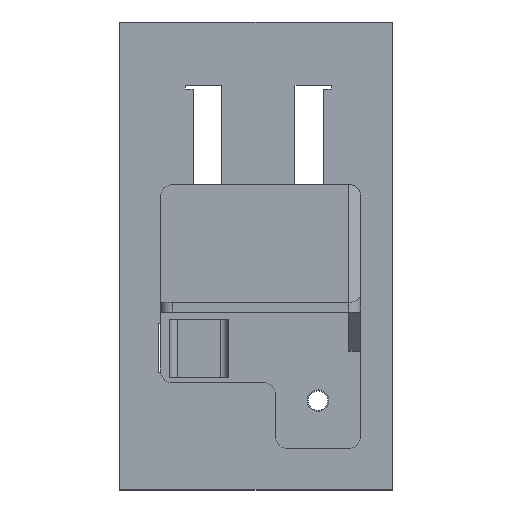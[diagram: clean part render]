
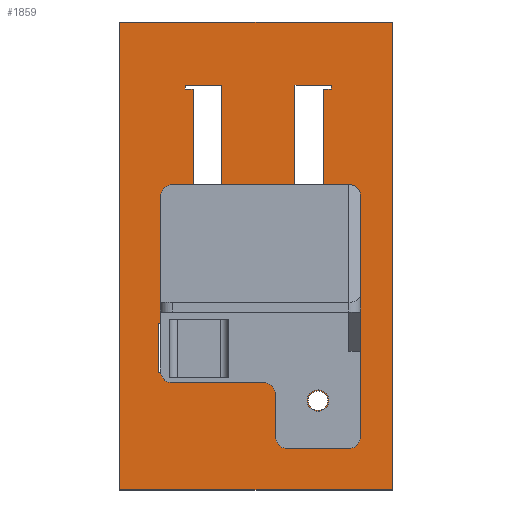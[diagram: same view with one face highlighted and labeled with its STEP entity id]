
A CAD part, top view. The second image highlights one B-rep face of the part: STEP entity #1859.
In plain terms, the highlighted planar face has unit normal (0, 0, 1).
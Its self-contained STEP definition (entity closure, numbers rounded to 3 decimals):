
#29=FACE_BOUND('',#245,.T.);
#30=FACE_BOUND('',#246,.T.);
#31=FACE_BOUND('',#247,.T.);
#32=FACE_BOUND('',#248,.T.);
#51=CIRCLE('',#1971,2.5);
#148=FACE_OUTER_BOUND('',#244,.T.);
#244=EDGE_LOOP('',(#1343,#1344,#1345,#1346));
#245=EDGE_LOOP('',(#1347,#1348,#1349,#1350,#1351,#1352,#1353,#1354));
#246=EDGE_LOOP('',(#1355));
#247=EDGE_LOOP('',(#1356,#1357,#1358,#1359,#1360,#1361,#1362,#1363,#1364,
#1365));
#248=EDGE_LOOP('',(#1366,#1367,#1368,#1369,#1370,#1371,#1372,#1373));
#330=LINE('',#2617,#552);
#334=LINE('',#2625,#556);
#337=LINE('',#2631,#559);
#340=LINE('',#2637,#562);
#343=LINE('',#2643,#565);
#346=LINE('',#2649,#568);
#349=LINE('',#2655,#571);
#352=LINE('',#2660,#574);
#354=LINE('',#2665,#576);
#358=LINE('',#2673,#580);
#361=LINE('',#2679,#583);
#364=LINE('',#2685,#586);
#367=LINE('',#2691,#589);
#370=LINE('',#2697,#592);
#373=LINE('',#2703,#595);
#376=LINE('',#2709,#598);
#379=LINE('',#2715,#601);
#382=LINE('',#2720,#604);
#385=LINE('',#2731,#607);
#389=LINE('',#2739,#611);
#392=LINE('',#2745,#614);
#395=LINE('',#2751,#617);
#398=LINE('',#2757,#620);
#401=LINE('',#2763,#623);
#404=LINE('',#2769,#626);
#407=LINE('',#2774,#629);
#409=LINE('',#2779,#631);
#413=LINE('',#2787,#635);
#416=LINE('',#2793,#638);
#419=LINE('',#2798,#641);
#552=VECTOR('',#2102,10.);
#556=VECTOR('',#2108,10.);
#559=VECTOR('',#2113,10.);
#562=VECTOR('',#2118,10.);
#565=VECTOR('',#2123,10.);
#568=VECTOR('',#2128,10.);
#571=VECTOR('',#2133,10.);
#574=VECTOR('',#2138,10.);
#576=VECTOR('',#2142,10.);
#580=VECTOR('',#2148,10.);
#583=VECTOR('',#2153,10.);
#586=VECTOR('',#2158,10.);
#589=VECTOR('',#2163,10.);
#592=VECTOR('',#2168,10.);
#595=VECTOR('',#2173,10.);
#598=VECTOR('',#2178,10.);
#601=VECTOR('',#2183,10.);
#604=VECTOR('',#2188,10.);
#607=VECTOR('',#2199,10.);
#611=VECTOR('',#2205,10.);
#614=VECTOR('',#2210,10.);
#617=VECTOR('',#2215,10.);
#620=VECTOR('',#2220,10.);
#623=VECTOR('',#2225,10.);
#626=VECTOR('',#2230,10.);
#629=VECTOR('',#2235,10.);
#631=VECTOR('',#2239,10.);
#635=VECTOR('',#2245,10.);
#638=VECTOR('',#2250,10.);
#641=VECTOR('',#2255,10.);
#774=VERTEX_POINT('',#2615);
#775=VERTEX_POINT('',#2616);
#778=VERTEX_POINT('',#2624);
#780=VERTEX_POINT('',#2630);
#782=VERTEX_POINT('',#2636);
#784=VERTEX_POINT('',#2642);
#786=VERTEX_POINT('',#2648);
#788=VERTEX_POINT('',#2654);
#790=VERTEX_POINT('',#2663);
#791=VERTEX_POINT('',#2664);
#794=VERTEX_POINT('',#2672);
#796=VERTEX_POINT('',#2678);
#798=VERTEX_POINT('',#2684);
#800=VERTEX_POINT('',#2690);
#802=VERTEX_POINT('',#2696);
#804=VERTEX_POINT('',#2702);
#806=VERTEX_POINT('',#2708);
#808=VERTEX_POINT('',#2714);
#811=VERTEX_POINT('',#2725);
#812=VERTEX_POINT('',#2729);
#813=VERTEX_POINT('',#2730);
#816=VERTEX_POINT('',#2738);
#818=VERTEX_POINT('',#2744);
#820=VERTEX_POINT('',#2750);
#822=VERTEX_POINT('',#2756);
#824=VERTEX_POINT('',#2762);
#826=VERTEX_POINT('',#2768);
#828=VERTEX_POINT('',#2777);
#829=VERTEX_POINT('',#2778);
#832=VERTEX_POINT('',#2786);
#834=VERTEX_POINT('',#2792);
#951=EDGE_CURVE('',#774,#775,#330,.T.);
#955=EDGE_CURVE('',#775,#778,#334,.T.);
#958=EDGE_CURVE('',#778,#780,#337,.T.);
#961=EDGE_CURVE('',#780,#782,#340,.T.);
#964=EDGE_CURVE('',#782,#784,#343,.T.);
#967=EDGE_CURVE('',#784,#786,#346,.T.);
#970=EDGE_CURVE('',#786,#788,#349,.T.);
#973=EDGE_CURVE('',#788,#774,#352,.T.);
#975=EDGE_CURVE('',#790,#791,#354,.T.);
#979=EDGE_CURVE('',#791,#794,#358,.T.);
#982=EDGE_CURVE('',#794,#796,#361,.T.);
#985=EDGE_CURVE('',#796,#798,#364,.T.);
#988=EDGE_CURVE('',#798,#800,#367,.T.);
#991=EDGE_CURVE('',#800,#802,#370,.T.);
#994=EDGE_CURVE('',#802,#804,#373,.T.);
#997=EDGE_CURVE('',#804,#806,#376,.T.);
#1000=EDGE_CURVE('',#806,#808,#379,.T.);
#1003=EDGE_CURVE('',#808,#790,#382,.T.);
#1007=EDGE_CURVE('',#811,#811,#51,.T.);
#1008=EDGE_CURVE('',#812,#813,#385,.T.);
#1012=EDGE_CURVE('',#813,#816,#389,.T.);
#1015=EDGE_CURVE('',#816,#818,#392,.T.);
#1018=EDGE_CURVE('',#818,#820,#395,.T.);
#1021=EDGE_CURVE('',#820,#822,#398,.T.);
#1024=EDGE_CURVE('',#822,#824,#401,.T.);
#1027=EDGE_CURVE('',#824,#826,#404,.T.);
#1030=EDGE_CURVE('',#826,#812,#407,.T.);
#1032=EDGE_CURVE('',#828,#829,#409,.T.);
#1036=EDGE_CURVE('',#829,#832,#413,.T.);
#1039=EDGE_CURVE('',#832,#834,#416,.T.);
#1042=EDGE_CURVE('',#834,#828,#419,.T.);
#1343=ORIENTED_EDGE('',*,*,#1042,.T.);
#1344=ORIENTED_EDGE('',*,*,#1032,.T.);
#1345=ORIENTED_EDGE('',*,*,#1036,.T.);
#1346=ORIENTED_EDGE('',*,*,#1039,.T.);
#1347=ORIENTED_EDGE('',*,*,#1030,.T.);
#1348=ORIENTED_EDGE('',*,*,#1008,.T.);
#1349=ORIENTED_EDGE('',*,*,#1012,.T.);
#1350=ORIENTED_EDGE('',*,*,#1015,.T.);
#1351=ORIENTED_EDGE('',*,*,#1018,.T.);
#1352=ORIENTED_EDGE('',*,*,#1021,.T.);
#1353=ORIENTED_EDGE('',*,*,#1024,.T.);
#1354=ORIENTED_EDGE('',*,*,#1027,.T.);
#1355=ORIENTED_EDGE('',*,*,#1007,.T.);
#1356=ORIENTED_EDGE('',*,*,#1003,.T.);
#1357=ORIENTED_EDGE('',*,*,#975,.T.);
#1358=ORIENTED_EDGE('',*,*,#979,.T.);
#1359=ORIENTED_EDGE('',*,*,#982,.T.);
#1360=ORIENTED_EDGE('',*,*,#985,.T.);
#1361=ORIENTED_EDGE('',*,*,#988,.T.);
#1362=ORIENTED_EDGE('',*,*,#991,.T.);
#1363=ORIENTED_EDGE('',*,*,#994,.T.);
#1364=ORIENTED_EDGE('',*,*,#997,.T.);
#1365=ORIENTED_EDGE('',*,*,#1000,.T.);
#1366=ORIENTED_EDGE('',*,*,#973,.T.);
#1367=ORIENTED_EDGE('',*,*,#951,.T.);
#1368=ORIENTED_EDGE('',*,*,#955,.T.);
#1369=ORIENTED_EDGE('',*,*,#958,.T.);
#1370=ORIENTED_EDGE('',*,*,#961,.T.);
#1371=ORIENTED_EDGE('',*,*,#964,.T.);
#1372=ORIENTED_EDGE('',*,*,#967,.T.);
#1373=ORIENTED_EDGE('',*,*,#970,.T.);
#1785=PLANE('',#1984);
#1859=ADVANCED_FACE('',(#148,#29,#30,#31,#32),#1785,.T.);
#1971=AXIS2_PLACEMENT_3D('',#2727,#2195,#2196);
#1984=AXIS2_PLACEMENT_3D('',#2800,#2257,#2258);
#2102=DIRECTION('',(0.,1.,0.));
#2108=DIRECTION('',(1.,0.,0.));
#2113=DIRECTION('',(0.,-1.,0.));
#2118=DIRECTION('',(-1.,0.,0.));
#2123=DIRECTION('',(0.,-1.,0.));
#2128=DIRECTION('',(1.,0.,0.));
#2133=DIRECTION('',(0.,-1.,0.));
#2138=DIRECTION('',(-1.,0.,0.));
#2142=DIRECTION('',(0.,-1.,0.));
#2148=DIRECTION('',(1.,0.,0.));
#2153=DIRECTION('',(0.,1.,0.));
#2158=DIRECTION('',(1.,0.,0.));
#2163=DIRECTION('',(0.,-1.,0.));
#2168=DIRECTION('',(-1.,0.,0.));
#2173=DIRECTION('',(0.,1.,0.));
#2178=DIRECTION('',(-1.,0.,0.));
#2183=DIRECTION('',(0.,1.,0.));
#2188=DIRECTION('',(1.,0.,0.));
#2195=DIRECTION('center_axis',(0.,0.,-1.));
#2196=DIRECTION('ref_axis',(1.,0.,0.));
#2199=DIRECTION('',(0.,-1.,0.));
#2205=DIRECTION('',(-1.,0.,0.));
#2210=DIRECTION('',(0.,1.,0.));
#2215=DIRECTION('',(1.,0.,0.));
#2220=DIRECTION('',(0.,1.,0.));
#2225=DIRECTION('',(-1.,0.,0.));
#2230=DIRECTION('',(0.,1.,0.));
#2235=DIRECTION('',(1.,0.,0.));
#2239=DIRECTION('',(1.,0.,0.));
#2245=DIRECTION('',(0.,1.,0.));
#2250=DIRECTION('',(-1.,0.,0.));
#2255=DIRECTION('',(0.,-1.,0.));
#2257=DIRECTION('center_axis',(0.,0.,1.));
#2258=DIRECTION('ref_axis',(1.,0.,0.));
#2615=CARTESIAN_POINT('',(35.,22.8,0.));
#2616=CARTESIAN_POINT('',(35.,73.8,0.));
#2617=CARTESIAN_POINT('',(35.,22.8,0.));
#2624=CARTESIAN_POINT('',(44.3,73.8,0.));
#2625=CARTESIAN_POINT('',(42.3,73.8,0.));
#2630=CARTESIAN_POINT('',(44.3,72.8,0.));
#2631=CARTESIAN_POINT('',(44.3,73.8,0.));
#2636=CARTESIAN_POINT('',(42.3,72.8,0.));
#2637=CARTESIAN_POINT('',(44.3,72.8,0.));
#2642=CARTESIAN_POINT('',(42.3,23.8,0.));
#2643=CARTESIAN_POINT('',(42.3,73.8,0.));
#2648=CARTESIAN_POINT('',(44.3,23.8,0.));
#2649=CARTESIAN_POINT('',(44.3,23.8,0.));
#2654=CARTESIAN_POINT('',(44.3,22.8,0.));
#2655=CARTESIAN_POINT('',(44.3,22.8,0.));
#2660=CARTESIAN_POINT('',(35.,22.8,0.));
#2663=CARTESIAN_POINT('',(35.,12.6,0.));
#2664=CARTESIAN_POINT('',(35.,-14.4,0.));
#2665=CARTESIAN_POINT('',(35.,12.6,0.));
#2672=CARTESIAN_POINT('',(46.8,-14.4,0.));
#2673=CARTESIAN_POINT('',(35.,-14.4,0.));
#2678=CARTESIAN_POINT('',(46.8,12.6,0.));
#2679=CARTESIAN_POINT('',(46.8,-14.4,0.));
#2684=CARTESIAN_POINT('',(48.8,12.6,0.));
#2685=CARTESIAN_POINT('',(33.,12.6,0.));
#2690=CARTESIAN_POINT('',(48.8,-16.4,0.));
#2691=CARTESIAN_POINT('',(48.8,12.6,0.));
#2696=CARTESIAN_POINT('',(33.,-16.4,0.));
#2697=CARTESIAN_POINT('',(48.8,-16.4,0.));
#2702=CARTESIAN_POINT('',(33.,0.,0.));
#2703=CARTESIAN_POINT('',(33.,-16.4,0.));
#2708=CARTESIAN_POINT('',(0.,0.,0.));
#2709=CARTESIAN_POINT('',(0.,0.,0.));
#2714=CARTESIAN_POINT('',(0.,12.6,0.));
#2715=CARTESIAN_POINT('',(0.,12.6,0.));
#2720=CARTESIAN_POINT('',(33.,12.6,0.));
#2725=CARTESIAN_POINT('',(38.4,-7.1,0.));
#2727=CARTESIAN_POINT('Origin',(40.9,-7.1,0.));
#2729=CARTESIAN_POINT('',(16.2,73.8,0.));
#2730=CARTESIAN_POINT('',(16.2,22.8,0.));
#2731=CARTESIAN_POINT('',(16.2,22.8,0.));
#2738=CARTESIAN_POINT('',(6.9,22.8,0.));
#2739=CARTESIAN_POINT('',(8.9,22.8,0.));
#2744=CARTESIAN_POINT('',(6.9,23.8,0.));
#2745=CARTESIAN_POINT('',(6.9,22.8,0.));
#2750=CARTESIAN_POINT('',(8.9,23.8,0.));
#2751=CARTESIAN_POINT('',(6.9,23.8,0.));
#2756=CARTESIAN_POINT('',(8.9,72.8,0.));
#2757=CARTESIAN_POINT('',(8.9,73.8,0.));
#2762=CARTESIAN_POINT('',(6.9,72.8,0.));
#2763=CARTESIAN_POINT('',(6.9,72.8,0.));
#2768=CARTESIAN_POINT('',(6.9,73.8,0.));
#2769=CARTESIAN_POINT('',(6.9,73.8,0.));
#2774=CARTESIAN_POINT('',(16.2,73.8,0.));
#2777=CARTESIAN_POINT('',(-10.,-30.,0.));
#2778=CARTESIAN_POINT('',(60.,-30.,0.));
#2779=CARTESIAN_POINT('',(-10.,-30.,0.));
#2786=CARTESIAN_POINT('',(60.,90.,0.));
#2787=CARTESIAN_POINT('',(60.,-30.,0.));
#2792=CARTESIAN_POINT('',(-10.,90.,0.));
#2793=CARTESIAN_POINT('',(60.,90.,0.));
#2798=CARTESIAN_POINT('',(-10.,90.,0.));
#2800=CARTESIAN_POINT('Origin',(25.,30.,0.));
